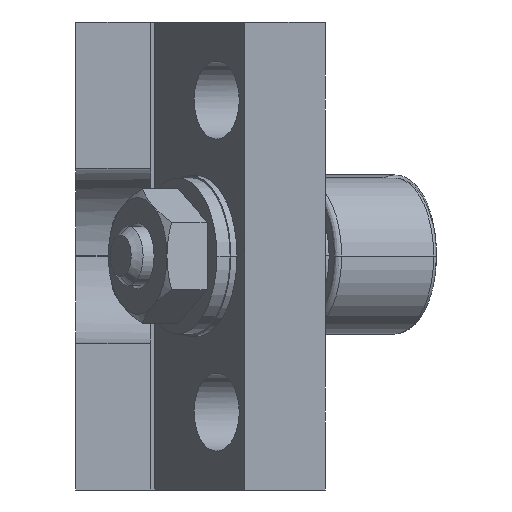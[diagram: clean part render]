
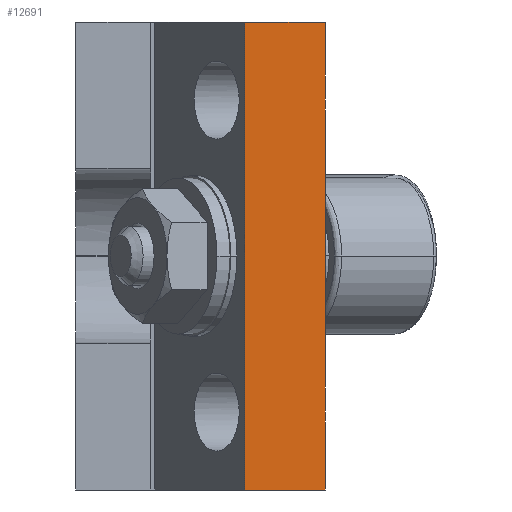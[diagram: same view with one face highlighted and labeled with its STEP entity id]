
A CAD part, left-side view. The second image highlights one B-rep face of the part: STEP entity #12691.
In plain terms, the highlighted planar face has unit normal (-1, 0, 0).
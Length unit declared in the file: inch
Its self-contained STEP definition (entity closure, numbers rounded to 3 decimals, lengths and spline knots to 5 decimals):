
#637 = CARTESIAN_POINT ( 'NONE',  ( -1., -0.113, -0.75 ) ) ;
#684 = CARTESIAN_POINT ( 'NONE',  ( -1., -0.113, -0.75 ) ) ;
#809 = LINE ( 'NONE', #13183, #2980 ) ;
#850 = FACE_OUTER_BOUND ( 'NONE', #12887, .T. ) ;
#1119 = CARTESIAN_POINT ( 'NONE',  ( -1., -0.113, 0.75 ) ) ;
#1184 = VERTEX_POINT ( 'NONE', #1958 ) ;
#1958 = CARTESIAN_POINT ( 'NONE',  ( -1., -0.113, 0.75 ) ) ;
#2175 = CARTESIAN_POINT ( 'NONE',  ( -1., 0.145, -0.75 ) ) ;
#2384 = VERTEX_POINT ( 'NONE', #2175 ) ;
#2639 = EDGE_CURVE ( 'NONE', #2384, #6226, #13934, .T. ) ;
#2779 = VECTOR ( 'NONE', #11122, 39.37008 ) ;
#2980 = VECTOR ( 'NONE', #14255, 39.37008 ) ;
#3874 = CARTESIAN_POINT ( 'NONE',  ( -1., -0.113, -0.75 ) ) ;
#4065 = ORIENTED_EDGE ( 'NONE', *, *, #16015, .F. ) ;
#4428 = VERTEX_POINT ( 'NONE', #13348 ) ;
#4743 = LINE ( 'NONE', #1119, #2779 ) ;
#5012 = CARTESIAN_POINT ( 'NONE',  ( -1., -0.113, -0.75 ) ) ;
#5774 = VECTOR ( 'NONE', #14984, 39.37008 ) ;
#5990 = EDGE_CURVE ( 'NONE', #6226, #1184, #6922, .T. ) ;
#6226 = VERTEX_POINT ( 'NONE', #5012 ) ;
#6922 = LINE ( 'NONE', #637, #9517 ) ;
#7051 = PLANE ( 'NONE',  #12550 ) ;
#7574 = ORIENTED_EDGE ( 'NONE', *, *, #2639, .T. ) ;
#9517 = VECTOR ( 'NONE', #11875, 39.37008 ) ;
#10211 = ORIENTED_EDGE ( 'NONE', *, *, #10488, .F. ) ;
#10488 = EDGE_CURVE ( 'NONE', #4428, #1184, #4743, .T. ) ;
#11122 = DIRECTION ( 'NONE',  ( 0., -1., 0. ) ) ;
#11875 = DIRECTION ( 'NONE',  ( 0., 0., 1. ) ) ;
#12550 = AXIS2_PLACEMENT_3D ( 'NONE', #684, #15574, #14290 ) ;
#12691 = ADVANCED_FACE ( 'NONE', ( #850 ), #7051, .T. ) ;
#12887 = EDGE_LOOP ( 'NONE', ( #10211, #4065, #7574, #14935 ) ) ;
#13183 = CARTESIAN_POINT ( 'NONE',  ( -1., 0.145, -0.75 ) ) ;
#13348 = CARTESIAN_POINT ( 'NONE',  ( -1., 0.145, 0.75 ) ) ;
#13934 = LINE ( 'NONE', #3874, #5774 ) ;
#14255 = DIRECTION ( 'NONE',  ( 0., 0., 1. ) ) ;
#14290 = DIRECTION ( 'NONE',  ( 0., -1., 0. ) ) ;
#14935 = ORIENTED_EDGE ( 'NONE', *, *, #5990, .T. ) ;
#14984 = DIRECTION ( 'NONE',  ( 0., -1., 0. ) ) ;
#15574 = DIRECTION ( 'NONE',  ( -1., 0., 0. ) ) ;
#16015 = EDGE_CURVE ( 'NONE', #2384, #4428, #809, .T. ) ;
